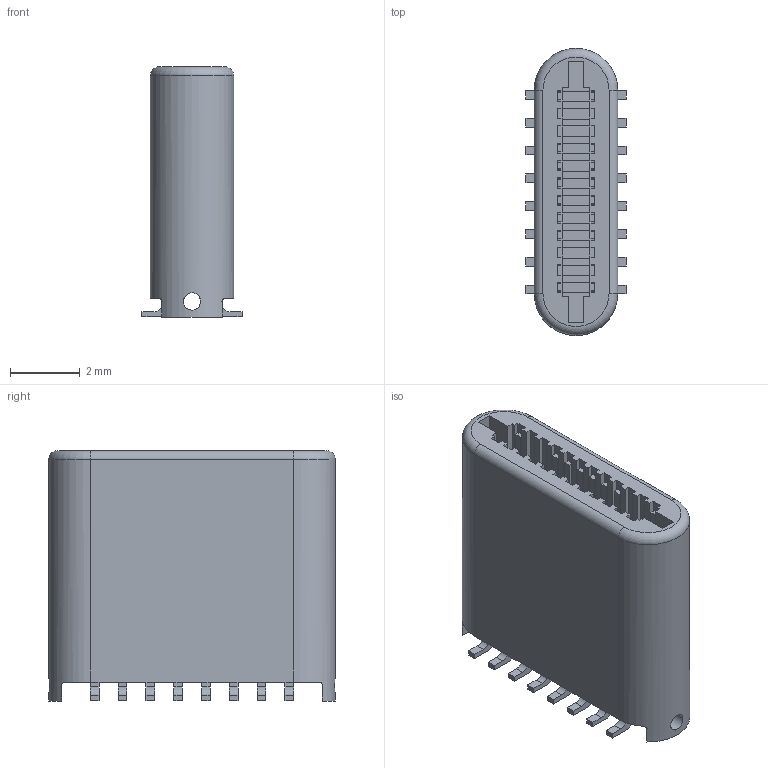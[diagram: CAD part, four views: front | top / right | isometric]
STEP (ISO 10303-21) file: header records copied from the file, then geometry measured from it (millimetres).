
FILE_DESCRIPTION(('FreeCAD Model'),'2;1');
FILE_NAME('Open CASCADE Shape Model','2022-12-15T12:49:30',( 'kicad StepUp'),('ksu MCAD'),'Open CASCADE STEP processor 7.6', 'FreeCAD','Unknown');
FILE_SCHEMA(('AUTOMOTIVE_DESIGN { 1 0 10303 214 1 1 1 1 }'));
Length unit declared in the file: millimetre
Products named in the file (1): USB_C_Plug_ShenzhenJingTuoJin_918-118A2021Y40002_Vertical
Bounding box: 2.88 x 8.25 x 7.2 mm (x, y, z)
Volume: 96.9 mm3; surface area: 308 mm2
Topology: 1 solids, 1 shells, 481 faces, 1242 edges, 762 vertices
Faces by surface type: plane 438, cylinder 41, torus 2
Full cylindrical faces by diameter (mm): 0.5 x1
Entity records: 17729 total; most frequent: CARTESIAN_POINT 2648, ORIENTED_EDGE 2484, DIRECTION 2310, EDGE_CURVE 1242, LINE 1118, VECTOR 1118, VERTEX_POINT 762, AXIS2_PLACEMENT_3D 596
